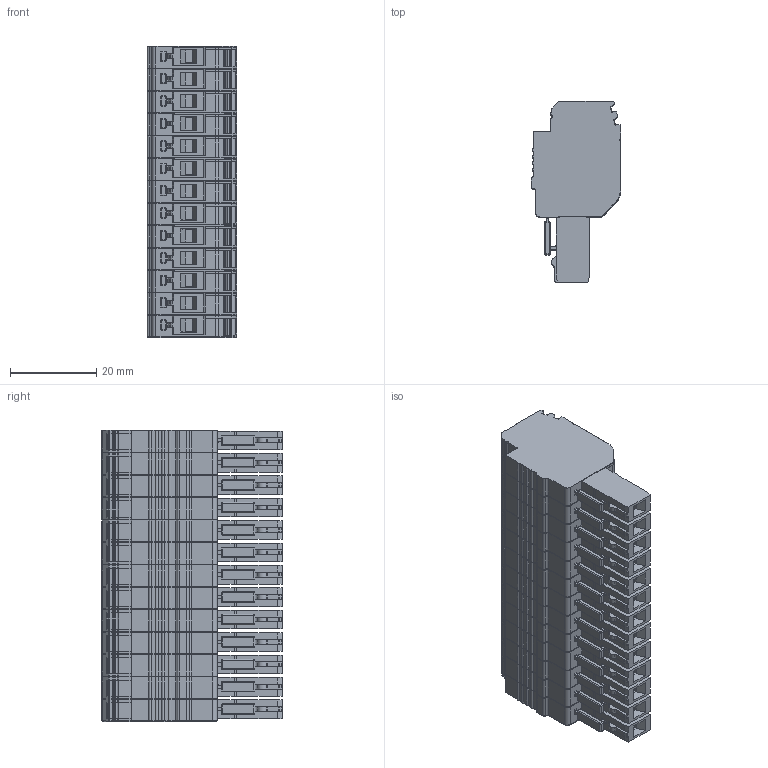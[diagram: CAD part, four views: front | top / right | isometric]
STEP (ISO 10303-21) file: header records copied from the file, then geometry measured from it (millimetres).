
FILE_DESCRIPTION (( 'STEP AP214' ), '1' );
FILE_NAME ('310389_SG_PT 2.5CS_13_Grey.STEP', '2017-09-28T08:09:29', ( '' ), ( '' ), 'SwSTEP 2.0', 'SolidWorks 2017', '' );
FILE_SCHEMA (( 'AUTOMOTIVE_DESIGN' ));
Products named in the file (1): 310389_SG_PT 2.5CS_13_Grey
Bounding box: 20.78 x 41.9 x 67.6 mm (x, y, z)
Volume: 37564.2 mm3; surface area: 15314.8 mm2
Topology: 1 solids, 14 shells, 3816 faces, 10767 edges, 6953 vertices
Faces by surface type: plane 2450, cylinder 1262, bspline 104
Entity records: 123266 total; most frequent: CARTESIAN_POINT 23110, ORIENTED_EDGE 21326, DIRECTION 20600, EDGE_CURVE 10663, LINE 8074, VECTOR 8074, VERTEX_POINT 6953, AXIS2_PLACEMENT_3D 6263
